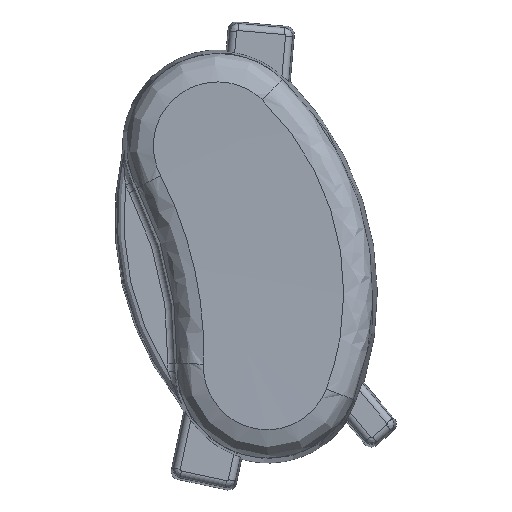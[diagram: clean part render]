
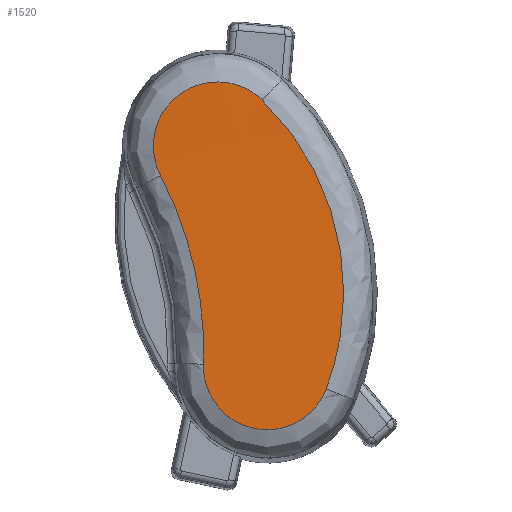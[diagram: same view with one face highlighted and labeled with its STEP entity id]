
A CAD part, top view. The second image highlights one B-rep face of the part: STEP entity #1520.
In plain terms, the highlighted conical face has half-angle 87.312 degrees and reference radius 9.141 mm.
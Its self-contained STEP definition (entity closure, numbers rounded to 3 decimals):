
#41=CONICAL_SURFACE('',#1681,9.141,1.524);
#258=FACE_OUTER_BOUND('',#353,.T.);
#353=EDGE_LOOP('',(#1375,#1376,#1377,#1378));
#423=B_SPLINE_CURVE_WITH_KNOTS('',3,(#3406,#3407,#3408,#3409,#3410,#3411,
#3412,#3413),.UNSPECIFIED.,.F.,.F.,(4,1,1,1,1,4),(-0.654,-0.467,
-0.28,-0.187,-0.093,0.),
 .UNSPECIFIED.);
#425=B_SPLINE_CURVE_WITH_KNOTS('',3,(#3441,#3442,#3443,#3444),
 .UNSPECIFIED.,.F.,.F.,(4,4),(0.,0.709),.UNSPECIFIED.);
#426=B_SPLINE_CURVE_WITH_KNOTS('',3,(#3487,#3488,#3489,#3490,#3491,#3492,
#3493,#3494),.UNSPECIFIED.,.F.,.F.,(4,1,1,1,1,4),(-0.644,-0.552,
-0.46,-0.276,-0.092,0.),
 .UNSPECIFIED.);
#427=B_SPLINE_CURVE_WITH_KNOTS('',3,(#3520,#3521,#3522,#3523,#3524),
 .UNSPECIFIED.,.F.,.F.,(4,1,4),(0.,0.486,1.135),
 .UNSPECIFIED.);
#710=VERTEX_POINT('',#3403);
#711=VERTEX_POINT('',#3405);
#712=VERTEX_POINT('',#3439);
#713=VERTEX_POINT('',#3485);
#929=EDGE_CURVE('',#710,#711,#423,.T.);
#933=EDGE_CURVE('',#712,#710,#425,.T.);
#935=EDGE_CURVE('',#713,#712,#426,.T.);
#936=EDGE_CURVE('',#711,#713,#427,.T.);
#1375=ORIENTED_EDGE('',*,*,#929,.F.);
#1376=ORIENTED_EDGE('',*,*,#933,.F.);
#1377=ORIENTED_EDGE('',*,*,#935,.F.);
#1378=ORIENTED_EDGE('',*,*,#936,.F.);
#1520=ADVANCED_FACE('',(#258),#41,.F.);
#1681=AXIS2_PLACEMENT_3D('',#3527,#2037,#2038);
#2037=DIRECTION('center_axis',(0.,0.,
1.));
#2038=DIRECTION('ref_axis',(1.,0.,0.));
#3403=CARTESIAN_POINT('',(52.565,6.283,13.868));
#3405=CARTESIAN_POINT('',(56.234,9.011,14.072));
#3406=CARTESIAN_POINT('Ctrl Pts',(52.565,6.283,13.868));
#3407=CARTESIAN_POINT('Ctrl Pts',(52.277,6.833,13.861));
#3408=CARTESIAN_POINT('Ctrl Pts',(52.177,8.175,13.88));
#3409=CARTESIAN_POINT('Ctrl Pts',(53.301,9.429,13.956));
#3410=CARTESIAN_POINT('Ctrl Pts',(54.538,9.722,14.013));
#3411=CARTESIAN_POINT('Ctrl Pts',(55.476,9.569,14.049));
#3412=CARTESIAN_POINT('Ctrl Pts',(56.011,9.227,14.066));
#3413=CARTESIAN_POINT('Ctrl Pts',(56.234,9.011,14.072));
#3439=CARTESIAN_POINT('',(54.118,-0.526,13.959));
#3441=CARTESIAN_POINT('Ctrl Pts',(54.118,-0.526,13.959));
#3442=CARTESIAN_POINT('Ctrl Pts',(54.196,1.827,13.924));
#3443=CARTESIAN_POINT('Ctrl Pts',(53.655,4.198,13.892));
#3444=CARTESIAN_POINT('Ctrl Pts',(52.565,6.283,13.868));
#3485=CARTESIAN_POINT('',(58.545,-1.425,14.169));
#3487=CARTESIAN_POINT('Ctrl Pts',(58.545,-1.425,14.169));
#3488=CARTESIAN_POINT('Ctrl Pts',(58.436,-1.711,14.168));
#3489=CARTESIAN_POINT('Ctrl Pts',(58.1,-2.235,14.162));
#3490=CARTESIAN_POINT('Ctrl Pts',(57.072,-2.949,14.13));
#3491=CARTESIAN_POINT('Ctrl Pts',(55.415,-2.949,14.061));
#3492=CARTESIAN_POINT('Ctrl Pts',(54.258,-1.757,13.987));
#3493=CARTESIAN_POINT('Ctrl Pts',(54.108,-0.832,13.963));
#3494=CARTESIAN_POINT('Ctrl Pts',(54.118,-0.526,13.959));
#3520=CARTESIAN_POINT('Ctrl Pts',(56.234,9.011,14.072));
#3521=CARTESIAN_POINT('Ctrl Pts',(57.395,7.886,14.103));
#3522=CARTESIAN_POINT('Ctrl Pts',(59.439,4.569,14.16));
#3523=CARTESIAN_POINT('Ctrl Pts',(59.316,0.589,14.175));
#3524=CARTESIAN_POINT('Ctrl Pts',(58.545,-1.425,14.169));
#3527=CARTESIAN_POINT('Origin',(42.778,3.641,13.821));
